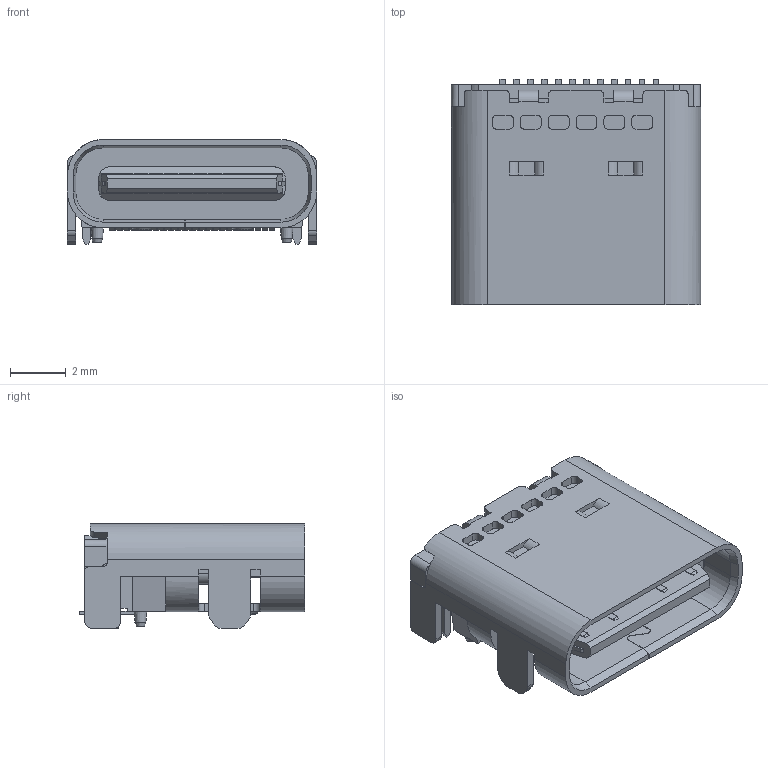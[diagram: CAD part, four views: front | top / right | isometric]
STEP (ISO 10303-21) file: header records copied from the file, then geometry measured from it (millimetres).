
FILE_DESCRIPTION(/* description */ (''),/* implementation_level */ '2;1');
FILE_NAME(/* name */ '2216100001wbm000_01_214.stp',/* time_stamp */ '2023-04-04T15:27:32+06:00',/* author */ (''),/* organization */ (''),/* preprocessor_version */ 'ST-DEVELOPER v16.7',/* originating_system */ 'SIEMENS PLM Software NX 1919',/* authorisation */ '');
FILE_SCHEMA (('AUTOMOTIVE_DESIGN { 1 0 10303 214 3 1 1 1 }'));
Length unit declared in the file: millimetre
Products named in the file (1): 2216100001wbm000_01
Bounding box: 8.95 x 8.1 x 3.76 mm (x, y, z)
Volume: 131.2 mm3; surface area: 433.8 mm2
Topology: 1 solids, 1 shells, 900 faces, 2543 edges, 1659 vertices
Faces by surface type: plane 577, cylinder 281, bspline 24, cone 8, torus 8, extrusion 2
Entity records: 30167 total; most frequent: CARTESIAN_POINT 7140, ORIENTED_EDGE 5048, DIRECTION 4521, EDGE_CURVE 2524, VERTEX_POINT 1652, VECTOR 1609, LINE 1607, AXIS2_PLACEMENT_3D 1456
